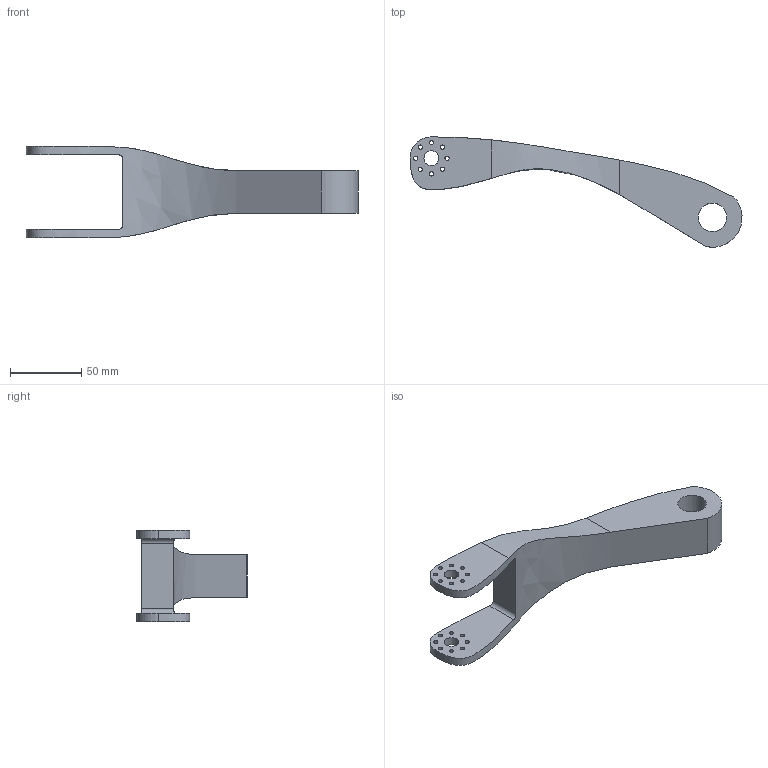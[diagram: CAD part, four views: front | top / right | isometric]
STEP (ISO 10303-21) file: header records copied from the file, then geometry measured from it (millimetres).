
FILE_DESCRIPTION(('Open CASCADE Model'),'2;1');
FILE_NAME('Open CASCADE Shape Model','2025-08-19T20:10:27',('Author'),( 'Open CASCADE'),'Open CASCADE STEP processor 7.8','Open CASCADE 7.8' ,'Unknown');
FILE_SCHEMA(('AUTOMOTIVE_DESIGN { 1 0 10303 214 1 1 1 1 }'));
Length unit declared in the file: millimetre
Products named in the file (1): Open CASCADE STEP translator 7.8 1
Bounding box: 232.83 x 77.32 x 64 mm (x, y, z)
Volume: 167012.3 mm3; surface area: 35964.1 mm2
Topology: 1 solids, 1 shells, 35 faces, 99 edges, 66 vertices
Faces by surface type: cylinder 24, plane 7, extrusion 4
Full cylindrical faces by diameter (mm): 3 x16, 10.5 x2, 20 x1
Entity records: 4303 total; most frequent: CARTESIAN_POINT 2362, DIRECTION 325, ORIENTED_EDGE 198, PCURVE 198, DEFINITIONAL_REPRESENTATION 198, VECTOR 151, LINE 147, EDGE_CURVE 99
